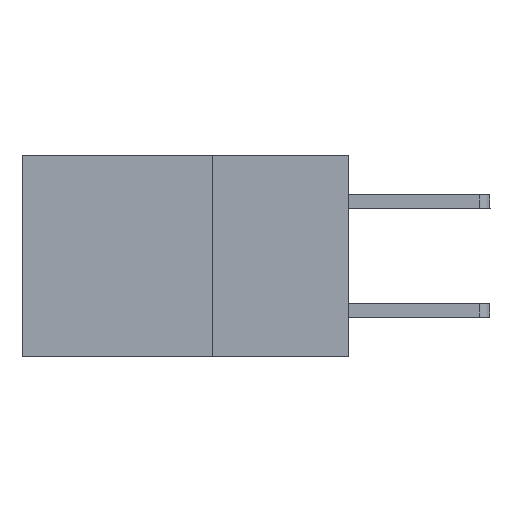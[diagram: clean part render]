
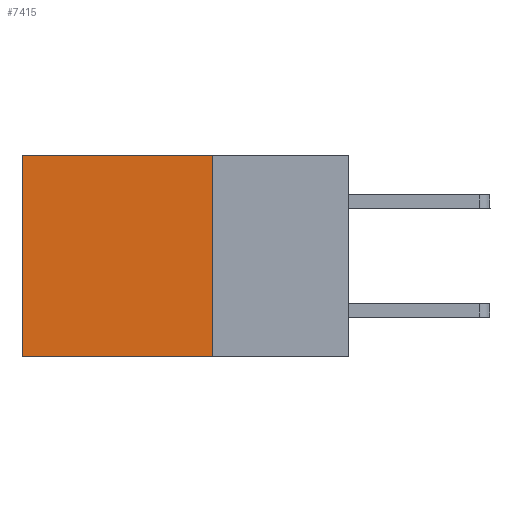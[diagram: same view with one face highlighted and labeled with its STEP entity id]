
A CAD part, left-side view. The second image highlights one B-rep face of the part: STEP entity #7415.
In plain terms, the highlighted planar face has unit normal (-1, 0, 0).
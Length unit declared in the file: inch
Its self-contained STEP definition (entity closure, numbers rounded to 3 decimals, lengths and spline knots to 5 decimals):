
#14 = VECTOR ( 'NONE', #7813, 39.37008 ) ;
#72 = DIRECTION ( 'NONE',  ( 0., 0., -1. ) ) ;
#308 = AXIS2_PLACEMENT_3D ( 'NONE', #2602, #5013, #72 ) ;
#336 = DIRECTION ( 'NONE',  ( 0., 0., -1. ) ) ;
#922 = CARTESIAN_POINT ( 'NONE',  ( 0.2615, 0.25, 0. ) ) ;
#1791 = FACE_OUTER_BOUND ( 'NONE', #2417, .T. ) ;
#1941 = VERTEX_POINT ( 'NONE', #922 ) ;
#2065 = VECTOR ( 'NONE', #3921, 39.37008 ) ;
#2417 = EDGE_LOOP ( 'NONE', ( #8633, #2669, #9219, #2860 ) ) ;
#2602 = CARTESIAN_POINT ( 'NONE',  ( 0.2615, 0.25, -0.37 ) ) ;
#2669 = ORIENTED_EDGE ( 'NONE', *, *, #4297, .F. ) ;
#2860 = ORIENTED_EDGE ( 'NONE', *, *, #9631, .T. ) ;
#2962 = LINE ( 'NONE', #10430, #14 ) ;
#3921 = DIRECTION ( 'NONE',  ( 0., 1., 0. ) ) ;
#4269 = PLANE ( 'NONE',  #308 ) ;
#4297 = EDGE_CURVE ( 'NONE', #5944, #4505, #8965, .T. ) ;
#4369 = CARTESIAN_POINT ( 'NONE',  ( 0.2615, 0.6, -0.37 ) ) ;
#4505 = VERTEX_POINT ( 'NONE', #4369 ) ;
#4800 = DIRECTION ( 'NONE',  ( 0., 1., 0. ) ) ;
#4846 = CARTESIAN_POINT ( 'NONE',  ( 0.2615, 0.25, -0.37 ) ) ;
#5013 = DIRECTION ( 'NONE',  ( 1., 0., 0. ) ) ;
#5944 = VERTEX_POINT ( 'NONE', #7108 ) ;
#6559 = LINE ( 'NONE', #7314, #2065 ) ;
#6734 = VERTEX_POINT ( 'NONE', #10043 ) ;
#6798 = CARTESIAN_POINT ( 'NONE',  ( 0.2615, 0.6, -0.37 ) ) ;
#7108 = CARTESIAN_POINT ( 'NONE',  ( 0.2615, 0.25, -0.37 ) ) ;
#7314 = CARTESIAN_POINT ( 'NONE',  ( 0.2615, 0.25, 0. ) ) ;
#7415 = ADVANCED_FACE ( 'NONE', ( #1791 ), #4269, .F. ) ;
#7514 = VECTOR ( 'NONE', #4800, 39.37008 ) ;
#7764 = VECTOR ( 'NONE', #336, 39.37008 ) ;
#7813 = DIRECTION ( 'NONE',  ( 0., 0., -1. ) ) ;
#8428 = LINE ( 'NONE', #6798, #7764 ) ;
#8633 = ORIENTED_EDGE ( 'NONE', *, *, #10230, .T. ) ;
#8965 = LINE ( 'NONE', #4846, #7514 ) ;
#9219 = ORIENTED_EDGE ( 'NONE', *, *, #9464, .F. ) ;
#9464 = EDGE_CURVE ( 'NONE', #1941, #5944, #2962, .T. ) ;
#9631 = EDGE_CURVE ( 'NONE', #1941, #6734, #6559, .T. ) ;
#10043 = CARTESIAN_POINT ( 'NONE',  ( 0.2615, 0.6, 0. ) ) ;
#10230 = EDGE_CURVE ( 'NONE', #6734, #4505, #8428, .T. ) ;
#10430 = CARTESIAN_POINT ( 'NONE',  ( 0.2615, 0.25, -0.37 ) ) ;
